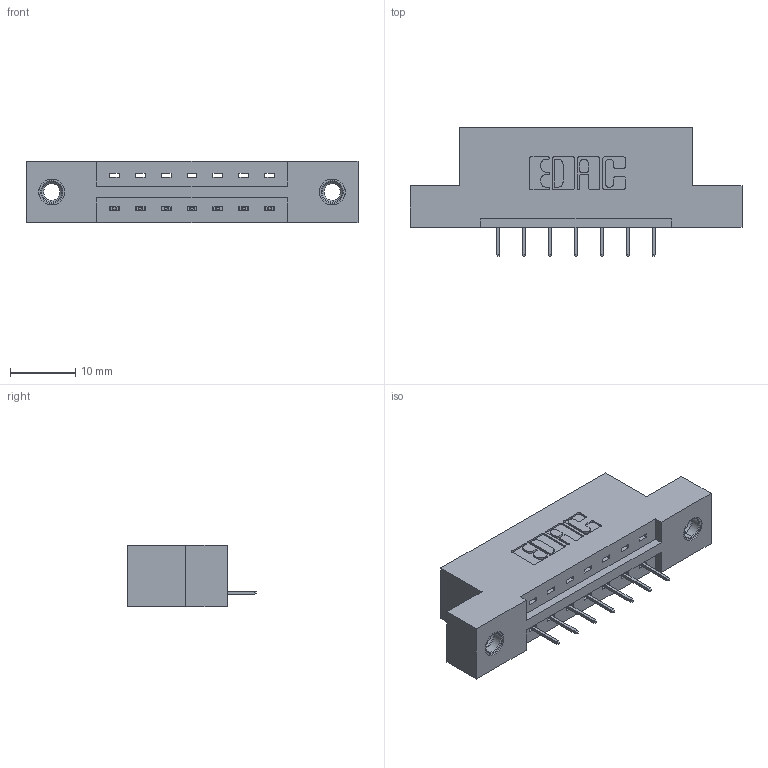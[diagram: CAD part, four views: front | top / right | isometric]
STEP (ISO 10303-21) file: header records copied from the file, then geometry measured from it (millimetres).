
FILE_DESCRIPTION (( 'STEP AP203' ), '1' );
FILE_NAME ('387-007-524-107.STEP', '2018-08-13T05:18:57', ( '' ), ( '' ), 'SwSTEP 2.0', 'SolidWorks 2016', '' );
FILE_SCHEMA (( 'CONFIG_CONTROL_DESIGN' ));
Length unit declared in the file: inch
Products named in the file (4): 345-250-001_345-250-005-103; 387-007-524-107; 337 Part_Flush Mounting Lugs - 0.156 Dia-TI; 345-292-001_345-293-124
Assembly tree (10 placements, depth 2):
  387-007-524-107
    337 Part_Flush Mounting Lugs - 0.156 Dia-TI
    345-292-001_345-293-124  x7
    345-250-001_345-250-005-103  x2
Bounding box: 50.75 x 19.69 x 9.4 mm (x, y, z)
Volume: 4795.4 mm3; surface area: 4704.9 mm2
Topology: 10 solids, 10 shells, 636 faces, 1791 edges, 1158 vertices
Faces by surface type: plane 466, cylinder 154, cone 12, torus 4
Entity records: 10990 total; most frequent: CARTESIAN_POINT 1890, ORIENTED_EDGE 1826, DIRECTION 1697, EDGE_CURVE 913, LINE 769, VECTOR 769, VERTEX_POINT 600, AXIS2_PLACEMENT_3D 464
